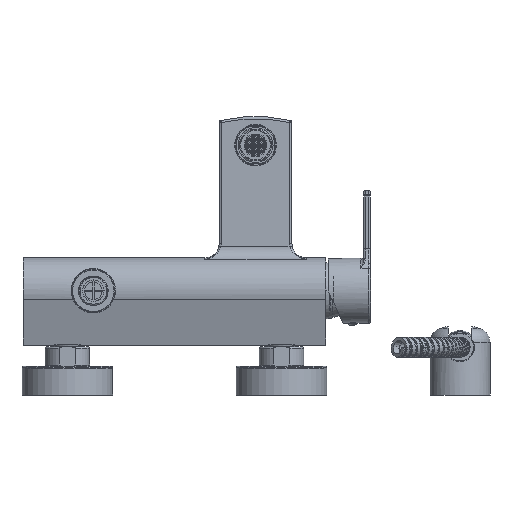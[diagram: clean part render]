
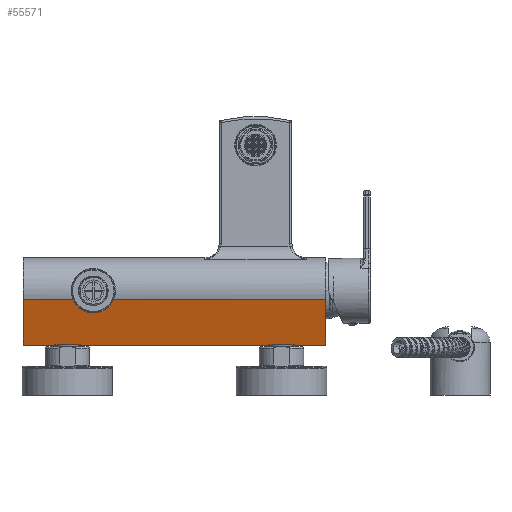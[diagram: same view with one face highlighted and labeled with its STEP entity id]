
A CAD part, front view. The second image highlights one B-rep face of the part: STEP entity #55571.
In plain terms, the highlighted planar face has unit normal (0, -0.961, -0.277).
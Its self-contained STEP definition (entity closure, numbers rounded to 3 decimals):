
#4585=CARTESIAN_POINT('',(-42.665,-22.103,
-6.359));
#4682=CARTESIAN_POINT('',(-70.935,-22.103,
-6.359));
#4699=DIRECTION('',(-1.,0.,0.));
#4700=VECTOR('',#4699,35.065);
#4701=CARTESIAN_POINT('',(-70.935,-22.103,
-6.359));
#4702=LINE('',#4701,#4700);
#4703=DIRECTION('',(-1.,0.,0.));
#4704=VECTOR('',#4703,148.665);
#4705=CARTESIAN_POINT('',(106.,-22.103,-6.359));
#4706=LINE('',#4705,#4704);
#7805=CARTESIAN_POINT('',(-42.665,-22.103,
-6.359));
#7806=CARTESIAN_POINT('',(-42.812,-22.009,
-6.687));
#7807=CARTESIAN_POINT('',(-43.106,-21.838,
-7.282));
#7808=CARTESIAN_POINT('',(-43.548,-21.616,
-8.055));
#7809=CARTESIAN_POINT('',(-43.99,-21.419,
-8.738));
#7810=CARTESIAN_POINT('',(-44.579,-21.184,
-9.556));
#7811=CARTESIAN_POINT('',(-45.315,-20.93,
-10.436));
#7812=CARTESIAN_POINT('',(-46.198,-20.674,
-11.329));
#7813=CARTESIAN_POINT('',(-47.082,-20.454,
-12.093));
#7814=CARTESIAN_POINT('',(-48.26,-20.201,
-12.97));
#7815=CARTESIAN_POINT('',(-49.732,-19.951,
-13.842));
#7816=CARTESIAN_POINT('',(-51.499,-19.731,
-14.606));
#7817=CARTESIAN_POINT('',(-53.266,-19.581,
-15.128));
#7818=CARTESIAN_POINT('',(-55.033,-19.493,
-15.433));
#7819=CARTESIAN_POINT('',(-56.8,-19.464,-15.533));
#7820=CARTESIAN_POINT('',(-58.567,-19.493,
-15.433));
#7821=CARTESIAN_POINT('',(-60.334,-19.581,
-15.128));
#7822=CARTESIAN_POINT('',(-62.101,-19.731,
-14.606));
#7823=CARTESIAN_POINT('',(-63.868,-19.951,
-13.842));
#7824=CARTESIAN_POINT('',(-65.34,-20.201,
-12.97));
#7825=CARTESIAN_POINT('',(-66.518,-20.454,
-12.093));
#7826=CARTESIAN_POINT('',(-67.402,-20.674,
-11.329));
#7827=CARTESIAN_POINT('',(-68.285,-20.93,
-10.436));
#7828=CARTESIAN_POINT('',(-69.021,-21.184,
-9.556));
#7829=CARTESIAN_POINT('',(-69.61,-21.419,
-8.738));
#7830=CARTESIAN_POINT('',(-70.052,-21.616,
-8.055));
#7831=CARTESIAN_POINT('',(-70.494,-21.838,
-7.282));
#7832=CARTESIAN_POINT('',(-70.788,-22.009,
-6.687));
#7833=CARTESIAN_POINT('',(-70.935,-22.103,
-6.359));
#7835=DIRECTION('',(-1.,0.,0.));
#7836=VECTOR('',#7835,23.517);
#7837=CARTESIAN_POINT('',(106.,-13.,-38.));
#7838=LINE('',#7837,#7836);
#7839=CARTESIAN_POINT('',(82.483,-13.,-38.));
#7840=CARTESIAN_POINT('',(82.4,-13.048,
-37.833));
#7841=CARTESIAN_POINT('',(82.314,-13.096,
-37.666));
#7842=CARTESIAN_POINT('',(82.228,-13.144,-37.5));
#7844=DIRECTION('',(1.,0.,0.));
#7845=VECTOR('',#7844,14.455);
#7846=CARTESIAN_POINT('',(67.772,-13.144,-37.5));
#7847=LINE('',#7846,#7845);
#7848=CARTESIAN_POINT('',(67.772,-13.144,-37.5));
#7849=CARTESIAN_POINT('',(67.686,-13.096,
-37.666));
#7850=CARTESIAN_POINT('',(67.6,-13.048,
-37.833));
#7851=CARTESIAN_POINT('',(67.517,-13.,-38.));
#7853=DIRECTION('',(-1.,0.,0.));
#7854=VECTOR('',#7853,135.033);
#7855=CARTESIAN_POINT('',(67.517,-13.,-38.));
#7856=LINE('',#7855,#7854);
#7857=CARTESIAN_POINT('',(-67.772,-13.144,-37.5));
#7858=CARTESIAN_POINT('',(-67.686,-13.096,
-37.666));
#7859=CARTESIAN_POINT('',(-67.6,-13.048,
-37.833));
#7860=CARTESIAN_POINT('',(-67.517,-13.,-38.));
#7862=DIRECTION('',(-1.,0.,0.));
#7863=VECTOR('',#7862,14.455);
#7864=CARTESIAN_POINT('',(-67.772,-13.144,-37.5));
#7865=LINE('',#7864,#7863);
#7866=CARTESIAN_POINT('',(-82.483,-13.,-38.));
#7867=CARTESIAN_POINT('',(-82.4,-13.048,
-37.833));
#7868=CARTESIAN_POINT('',(-82.314,-13.096,
-37.666));
#7869=CARTESIAN_POINT('',(-82.228,-13.144,-37.5));
#7871=DIRECTION('',(-1.,0.,0.));
#7872=VECTOR('',#7871,23.517);
#7873=CARTESIAN_POINT('',(-82.483,-13.,-38.));
#7874=LINE('',#7873,#7872);
#7879=DIRECTION('',(0.,-0.276,0.961));
#7880=VECTOR('',#7879,32.924);
#7881=CARTESIAN_POINT('',(106.,-13.,-38.));
#7882=LINE('',#7881,#7880);
#7985=DIRECTION('',(0.,-0.276,0.961));
#7986=VECTOR('',#7985,32.924);
#7987=CARTESIAN_POINT('',(-106.,-13.,-38.));
#7988=LINE('',#7987,#7986);
#40385=CARTESIAN_POINT('',(106.,-13.,-38.));
#40387=VERTEX_POINT('',#40385);
#40388=CARTESIAN_POINT('',(106.,-22.103,-6.359));
#40390=VERTEX_POINT('',#40388);
#40393=CARTESIAN_POINT('',(-106.,-13.,-38.));
#40395=VERTEX_POINT('',#40393);
#40396=CARTESIAN_POINT('',(-106.,-22.103,-6.359));
#40398=VERTEX_POINT('',#40396);
#40513=CARTESIAN_POINT('',(67.772,-13.144,-37.5));
#40514=CARTESIAN_POINT('',(82.228,-13.144,-37.5));
#40515=VERTEX_POINT('',#40513);
#40516=VERTEX_POINT('',#40514);
#40517=VERTEX_POINT('',#7839);
#40518=VERTEX_POINT('',#7851);
#40525=CARTESIAN_POINT('',(-82.228,-13.144,-37.5));
#40527=VERTEX_POINT('',#40525);
#40530=CARTESIAN_POINT('',(-67.772,-13.144,-37.5));
#40532=VERTEX_POINT('',#40530);
#40533=VERTEX_POINT('',#7866);
#40534=VERTEX_POINT('',#7860);
#40603=VERTEX_POINT('',#4585);
#40604=VERTEX_POINT('',#4682);
#55539=CARTESIAN_POINT('',(106.,-13.,-38.));
#55540=DIRECTION('',(0.,-0.961,-0.276));
#55541=DIRECTION('',(0.,-0.276,0.961));
#55542=AXIS2_PLACEMENT_3D('',#55539,#55540,#55541);
#55543=PLANE('',#55542);
#55544=ORIENTED_EDGE('',*,*,#53129,.F.);
#55545=ORIENTED_EDGE('',*,*,#53102,.F.);
#55547=ORIENTED_EDGE('',*,*,#55546,.F.);
#55549=ORIENTED_EDGE('',*,*,#55548,.T.);
#55551=ORIENTED_EDGE('',*,*,#55550,.T.);
#55553=ORIENTED_EDGE('',*,*,#55552,.F.);
#55555=ORIENTED_EDGE('',*,*,#55554,.T.);
#55557=ORIENTED_EDGE('',*,*,#55556,.T.);
#55559=ORIENTED_EDGE('',*,*,#55558,.F.);
#55561=ORIENTED_EDGE('',*,*,#55560,.T.);
#55563=ORIENTED_EDGE('',*,*,#55562,.F.);
#55565=ORIENTED_EDGE('',*,*,#55564,.T.);
#55567=ORIENTED_EDGE('',*,*,#55566,.T.);
#55568=ORIENTED_EDGE('',*,*,#53094,.F.);
#55569=EDGE_LOOP('',(#55544,#55545,#55547,#55549,#55551,#55553,#55555,#55557,
#55559,#55561,#55563,#55565,#55567,#55568));
#55570=FACE_OUTER_BOUND('',#55569,.F.);
#55571=ADVANCED_FACE('',(#55570),#55543,.T.);
#7834=B_SPLINE_CURVE_WITH_KNOTS('',3,(#7805,#7806,#7807,#7808,#7809,#7810,#7811,
#7812,#7813,#7814,#7815,#7816,#7817,#7818,#7819,#7820,#7821,#7822,#7823,#7824,
#7825,#7826,#7827,#7828,#7829,#7830,#7831,#7832,#7833),.UNSPECIFIED.,.F.,.F.,(4,
1,1,1,1,1,1,1,1,1,1,1,1,1,1,1,1,1,1,1,1,1,1,1,1,1,4),(0.,0.016,0.031,
0.047,0.063,0.094,0.125,0.156,0.188,0.25,0.313,0.375,
0.438,0.5,0.563,0.625,0.688,0.75,0.813,0.844,0.875,
0.906,0.938,0.953,0.969,0.984,1.),.UNSPECIFIED.);
#7843=B_SPLINE_CURVE_WITH_KNOTS('',3,(#7839,#7840,#7841,#7842),.UNSPECIFIED.,
.F.,.F.,(4,4),(0.,1.),.UNSPECIFIED.);
#7852=B_SPLINE_CURVE_WITH_KNOTS('',3,(#7848,#7849,#7850,#7851),.UNSPECIFIED.,
.F.,.F.,(4,4),(0.,1.),.UNSPECIFIED.);
#7861=B_SPLINE_CURVE_WITH_KNOTS('',3,(#7857,#7858,#7859,#7860),.UNSPECIFIED.,
.F.,.F.,(4,4),(0.,1.),.UNSPECIFIED.);
#7870=B_SPLINE_CURVE_WITH_KNOTS('',3,(#7866,#7867,#7868,#7869),.UNSPECIFIED.,
.F.,.F.,(4,4),(0.,1.),.UNSPECIFIED.);
#53094=EDGE_CURVE('',#40604,#40398,#4702,.T.);
#53102=EDGE_CURVE('',#40390,#40603,#4706,.T.);
#53129=EDGE_CURVE('',#40603,#40604,#7834,.T.);
#55546=EDGE_CURVE('',#40387,#40390,#7882,.T.);
#55548=EDGE_CURVE('',#40387,#40517,#7838,.T.);
#55550=EDGE_CURVE('',#40517,#40516,#7843,.T.);
#55552=EDGE_CURVE('',#40515,#40516,#7847,.T.);
#55554=EDGE_CURVE('',#40515,#40518,#7852,.T.);
#55556=EDGE_CURVE('',#40518,#40534,#7856,.T.);
#55558=EDGE_CURVE('',#40532,#40534,#7861,.T.);
#55560=EDGE_CURVE('',#40532,#40527,#7865,.T.);
#55562=EDGE_CURVE('',#40533,#40527,#7870,.T.);
#55564=EDGE_CURVE('',#40533,#40395,#7874,.T.);
#55566=EDGE_CURVE('',#40395,#40398,#7988,.T.);
